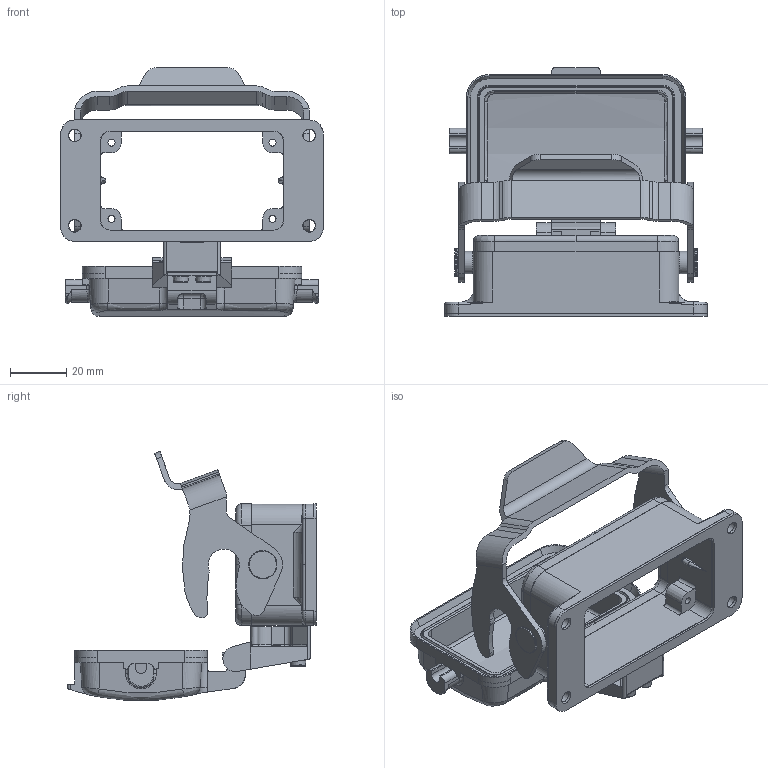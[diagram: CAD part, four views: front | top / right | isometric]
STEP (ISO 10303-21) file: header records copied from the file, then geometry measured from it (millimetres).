
FILE_DESCRIPTION(/* description */ (''),/* implementation_level */ '2;1');
FILE_NAME(/* name */ 'c146 10f010 003 1nxc001-02.stp',/* time_stamp */ '2019-04-15T07:41:36+02:00',/* author */ (''),/* organization */ (''),/* preprocessor_version */ 'ST-DEVELOPER v16.7',/* originating_system */ 'SIEMENS PLM Software NX 12.0',/* authorisation */ '');
FILE_SCHEMA (('AUTOMOTIVE_DESIGN { 1 0 10303 214 3 1 1 1 }'));
Length unit declared in the file: millimetre
Products named in the file (1): MBer22F88322zm71
Bounding box: 93 x 88.15 x 88.14 mm (x, y, z)
Volume: 60202.3 mm3; surface area: 43363.2 mm2
Topology: 1 solids, 1 shells, 844 faces, 2263 edges, 1436 vertices
Faces by surface type: plane 374, bspline 247, cylinder 194, cone 12, torus 10, revolution 4, extrusion 3
Full cylindrical faces by diameter (mm): 2.5 x4, 2.9 x2, 3 x3, 4 x1, 4.3 x4, 4.5 x4, 5.5 x2, 8 x4, 10 x2
Entity records: 29580 total; most frequent: CARTESIAN_POINT 9928, ORIENTED_EDGE 4386, DIRECTION 3651, EDGE_CURVE 2193, VERTEX_POINT 1424, VECTOR 1229, LINE 1226, AXIS2_PLACEMENT_3D 1209
